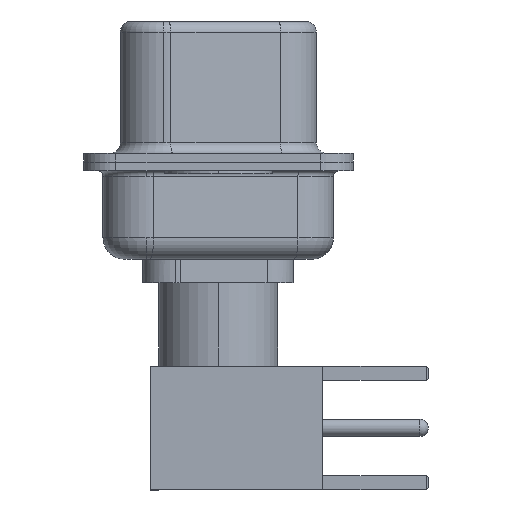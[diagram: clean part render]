
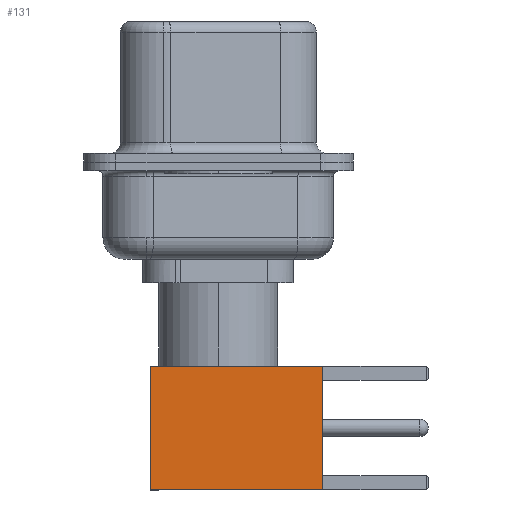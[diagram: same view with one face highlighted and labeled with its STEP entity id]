
A CAD part, left-side view. The second image highlights one B-rep face of the part: STEP entity #131.
In plain terms, the highlighted face is planar.
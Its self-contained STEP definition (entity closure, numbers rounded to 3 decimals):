
#131 = ADVANCED_FACE ( 'NONE', ( #5741 ), #13418, .T. ) ;
#719 = LINE ( 'NONE', #2391, #11865 ) ;
#724 = CARTESIAN_POINT ( 'NONE',  ( 0., 2.875, 0. ) ) ;
#955 = CARTESIAN_POINT ( 'NONE',  ( 0., 2.875, 8. ) ) ;
#1309 = ORIENTED_EDGE ( 'NONE', *, *, #8985, .F. ) ;
#1483 = CARTESIAN_POINT ( 'NONE',  ( 2.875, 2.875, 0. ) ) ;
#2391 = CARTESIAN_POINT ( 'NONE',  ( 2.875, 2.875, 0. ) ) ;
#2413 = DIRECTION ( 'NONE',  ( -1., 0., 0. ) ) ;
#3083 = VERTEX_POINT ( 'NONE', #8186 ) ;
#3183 = CARTESIAN_POINT ( 'NONE',  ( -2.875, 2.875, 0. ) ) ;
#5263 = VERTEX_POINT ( 'NONE', #18309 ) ;
#5499 = CARTESIAN_POINT ( 'NONE',  ( 2.875, 2.875, 8. ) ) ;
#5741 = FACE_OUTER_BOUND ( 'NONE', #11505, .T. ) ;
#5798 = VECTOR ( 'NONE', #7055, 1000. ) ;
#6428 = EDGE_CURVE ( 'NONE', #12080, #9832, #719, .T. ) ;
#7055 = DIRECTION ( 'NONE',  ( -1., 0., 0. ) ) ;
#7264 = DIRECTION ( 'NONE',  ( 0., 0., -1. ) ) ;
#7908 = EDGE_CURVE ( 'NONE', #9832, #3083, #13698, .T. ) ;
#8186 = CARTESIAN_POINT ( 'NONE',  ( -2.875, 2.875, 0. ) ) ;
#8985 = EDGE_CURVE ( 'NONE', #5263, #3083, #12912, .T. ) ;
#9494 = DIRECTION ( 'NONE',  ( 0., 0., -1. ) ) ;
#9832 = VERTEX_POINT ( 'NONE', #1483 ) ;
#9887 = AXIS2_PLACEMENT_3D ( 'NONE', #18364, #16834, #10627 ) ;
#10450 = ORIENTED_EDGE ( 'NONE', *, *, #6428, .T. ) ;
#10627 = DIRECTION ( 'NONE',  ( 0., 0., 1. ) ) ;
#11505 = EDGE_LOOP ( 'NONE', ( #10450, #19805, #1309, #15514 ) ) ;
#11865 = VECTOR ( 'NONE', #7264, 1000. ) ;
#12080 = VERTEX_POINT ( 'NONE', #5499 ) ;
#12912 = LINE ( 'NONE', #3183, #13481 ) ;
#13418 = PLANE ( 'NONE',  #9887 ) ;
#13481 = VECTOR ( 'NONE', #9494, 1000. ) ;
#13698 = LINE ( 'NONE', #724, #5798 ) ;
#15514 = ORIENTED_EDGE ( 'NONE', *, *, #16442, .F. ) ;
#15868 = VECTOR ( 'NONE', #2413, 1000. ) ;
#16442 = EDGE_CURVE ( 'NONE', #12080, #5263, #16606, .T. ) ;
#16606 = LINE ( 'NONE', #955, #15868 ) ;
#16834 = DIRECTION ( 'NONE',  ( 0., 1., 0. ) ) ;
#18309 = CARTESIAN_POINT ( 'NONE',  ( -2.875, 2.875, 8. ) ) ;
#18364 = CARTESIAN_POINT ( 'NONE',  ( 2.875, 2.875, 0. ) ) ;
#19805 = ORIENTED_EDGE ( 'NONE', *, *, #7908, .T. ) ;
